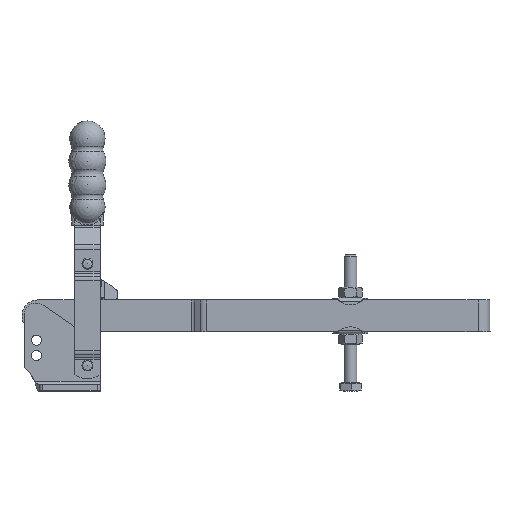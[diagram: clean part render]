
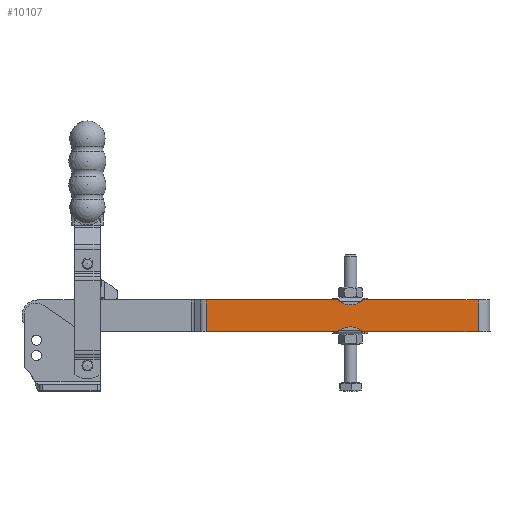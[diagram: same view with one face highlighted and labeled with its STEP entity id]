
A CAD part, top view. The second image highlights one B-rep face of the part: STEP entity #10107.
In plain terms, the highlighted planar face has unit normal (0, 0, 1).
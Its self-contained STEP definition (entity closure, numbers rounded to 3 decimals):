
#9259=CARTESIAN_POINT('',(258.615,65.898,10.5));
#9260=VERTEX_POINT('',#9259);
#9268=CARTESIAN_POINT('',(258.616,45.898,10.5));
#9269=VERTEX_POINT('',#9268);
#9270=CARTESIAN_POINT('',(258.616,45.898,10.5));
#9271=DIRECTION('',(0.,1.,0.0));
#9272=VECTOR('',#9271,20.);
#9273=LINE('',#9270,#9272);
#9274=EDGE_CURVE('',#9269,#9260,#9273,.T.);
#9841=CARTESIAN_POINT('',(88.014,45.891,10.5));
#9842=VERTEX_POINT('',#9841);
#9843=CARTESIAN_POINT('',(258.616,45.898,10.5));
#9844=DIRECTION('',(-1.,0.,0.));
#9845=VECTOR('',#9844,170.601);
#9846=LINE('',#9843,#9845);
#9847=EDGE_CURVE('',#9269,#9842,#9846,.T.);
#10039=CARTESIAN_POINT('',(88.013,65.891,10.5));
#10040=VERTEX_POINT('',#10039);
#10050=CARTESIAN_POINT('',(88.013,65.891,10.5));
#10051=DIRECTION('',(0.,-1.,0.0));
#10052=VECTOR('',#10051,20.);
#10053=LINE('',#10050,#10052);
#10054=EDGE_CURVE('',#10040,#9842,#10053,.T.);
#10074=CARTESIAN_POINT('',(258.615,65.898,10.5));
#10075=DIRECTION('',(-1.,0.,0.));
#10076=VECTOR('',#10075,170.601);
#10077=LINE('',#10074,#10076);
#10078=EDGE_CURVE('',#9260,#10040,#10077,.T.);
#10096=CARTESIAN_POINT('',(44.603,55.889,10.5));
#10097=DIRECTION('',(0.0,0.0,1.0));
#10098=DIRECTION('',(1.,0.,0.0));
#10099=AXIS2_PLACEMENT_3D('',#10096,#10097,#10098);
#10100=PLANE('',#10099);
#10101=ORIENTED_EDGE('',*,*,#9274,.T.);
#10102=ORIENTED_EDGE('',*,*,#10078,.T.);
#10103=ORIENTED_EDGE('',*,*,#10054,.T.);
#10104=ORIENTED_EDGE('',*,*,#9847,.F.);
#10105=EDGE_LOOP('',(#10101,#10102,#10103,#10104));
#10106=FACE_OUTER_BOUND('',#10105,.T.);
#10107=ADVANCED_FACE('',(#10106),#10100,.T.);
